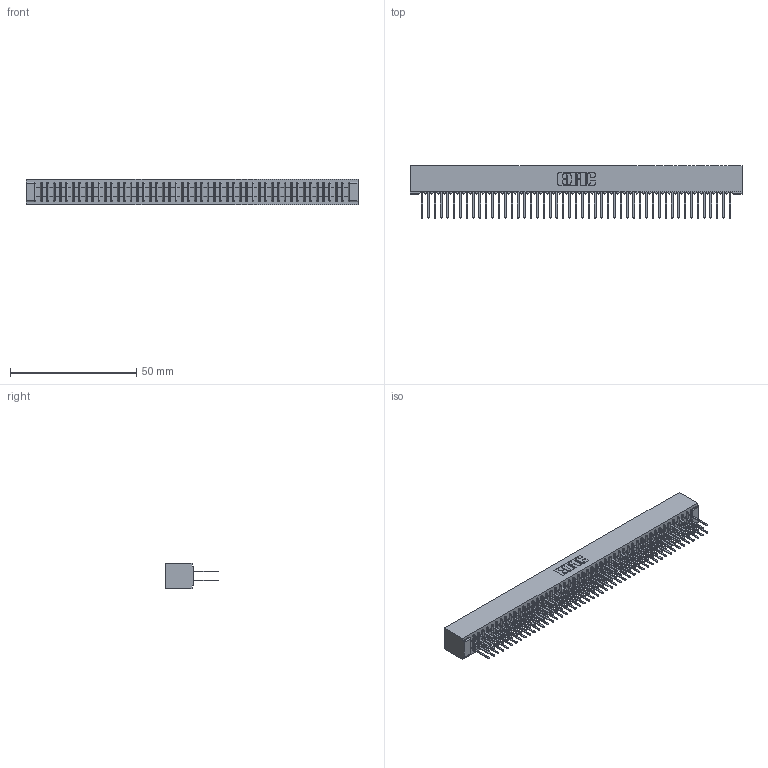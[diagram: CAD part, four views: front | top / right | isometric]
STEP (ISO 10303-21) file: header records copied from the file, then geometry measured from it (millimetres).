
FILE_DESCRIPTION (( 'STEP AP203' ), '1' );
FILE_NAME ('391-098-522-201.STEP', '2018-08-09T19:01:24', ( '' ), ( '' ), 'SwSTEP 2.0', 'SolidWorks 2016', '' );
FILE_SCHEMA (( 'CONFIG_CONTROL_DESIGN' ));
Length unit declared in the file: inch
Products named in the file (3): 341 Part_No Mounting Lugs; 341-292-001_341-292-122; 391-098-522-201
Assembly tree (99 placements, depth 2):
  391-098-522-201
    341 Part_No Mounting Lugs
    341-292-001_341-292-122  x98
Bounding box: 131.44 x 20.62 x 10.16 mm (x, y, z)
Volume: 10082.9 mm3; surface area: 19659.3 mm2
Topology: 99 solids, 99 shells, 6576 faces, 19059 edges, 12342 vertices
Faces by surface type: plane 3984, cylinder 2396, sphere 100, torus 96
Entity records: 58090 total; most frequent: CARTESIAN_POINT 9655, ORIENTED_EDGE 9594, DIRECTION 9363, EDGE_CURVE 4797, LINE 3887, VECTOR 3887, VERTEX_POINT 3030, AXIS2_PLACEMENT_3D 2738
